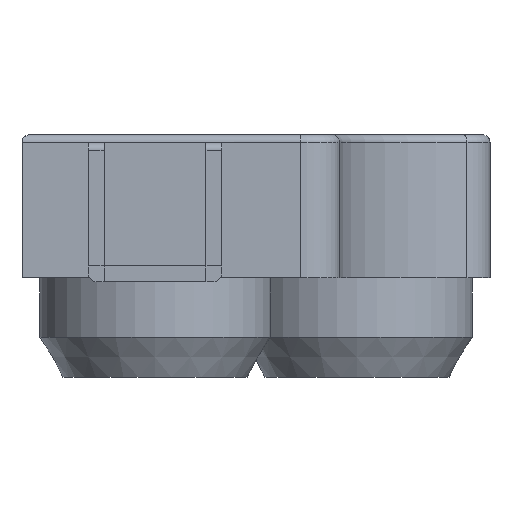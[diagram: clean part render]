
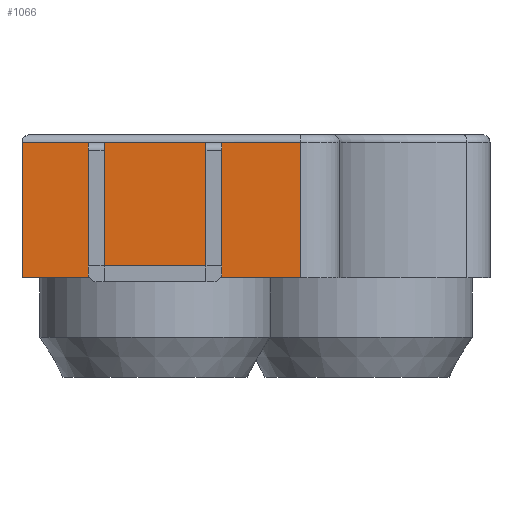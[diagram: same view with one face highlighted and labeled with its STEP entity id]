
A CAD part, left-side view. The second image highlights one B-rep face of the part: STEP entity #1066.
In plain terms, the highlighted planar face has unit normal (-1, 0, 0).
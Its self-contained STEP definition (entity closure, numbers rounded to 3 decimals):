
#147 = PLANE('',#148);
#148 = AXIS2_PLACEMENT_3D('',#149,#150,#151);
#149 = CARTESIAN_POINT('',(0.988,4.259,0.));
#150 = DIRECTION('',(0.,0.,1.));
#151 = DIRECTION('',(1.,0.,0.));
#412 = VERTEX_POINT('',#413);
#413 = CARTESIAN_POINT('',(-4.815,6.755,0.));
#427 = PLANE('',#428);
#428 = AXIS2_PLACEMENT_3D('',#429,#430,#431);
#429 = CARTESIAN_POINT('',(6.085,6.755,0.));
#430 = DIRECTION('',(0.,-1.,0.));
#431 = DIRECTION('',(-1.,0.,0.));
#439 = EDGE_CURVE('',#412,#440,#442,.T.);
#440 = VERTEX_POINT('',#441);
#441 = CARTESIAN_POINT('',(-4.815,3.255,0.));
#442 = SURFACE_CURVE('',#443,(#447,#454),.PCURVE_S1.);
#443 = LINE('',#444,#445);
#444 = CARTESIAN_POINT('',(-4.815,6.755,0.));
#445 = VECTOR('',#446,1.);
#446 = DIRECTION('',(0.,-1.,0.));
#447 = PCURVE('',#147,#448);
#448 = DEFINITIONAL_REPRESENTATION('',(#449),#453);
#449 = LINE('',#450,#451);
#450 = CARTESIAN_POINT('',(-5.803,2.496));
#451 = VECTOR('',#452,1.);
#452 = DIRECTION('',(0.,-1.));
#453 = ( GEOMETRIC_REPRESENTATION_CONTEXT(2) 
PARAMETRIC_REPRESENTATION_CONTEXT() REPRESENTATION_CONTEXT('2D SPACE',''
  ) );
#454 = PCURVE('',#455,#460);
#455 = PLANE('',#456);
#456 = AXIS2_PLACEMENT_3D('',#457,#458,#459);
#457 = CARTESIAN_POINT('',(-4.815,6.755,0.));
#458 = DIRECTION('',(1.,0.,0.));
#459 = DIRECTION('',(0.,-1.,0.));
#460 = DEFINITIONAL_REPRESENTATION('',(#461),#465);
#461 = LINE('',#462,#463);
#462 = CARTESIAN_POINT('',(0.,0.));
#463 = VECTOR('',#464,1.);
#464 = DIRECTION('',(1.,0.));
#465 = ( GEOMETRIC_REPRESENTATION_CONTEXT(2) 
PARAMETRIC_REPRESENTATION_CONTEXT() REPRESENTATION_CONTEXT('2D SPACE',''
  ) );
#484 = CYLINDRICAL_SURFACE('',#485,0.5);
#485 = AXIS2_PLACEMENT_3D('',#486,#487,#488);
#486 = CARTESIAN_POINT('',(-4.315,3.255,0.));
#487 = DIRECTION('',(0.,0.,1.));
#488 = DIRECTION('',(-1.,0.,0.));
#872 = CYLINDRICAL_SURFACE('',#873,0.1);
#873 = AXIS2_PLACEMENT_3D('',#874,#875,#876);
#874 = CARTESIAN_POINT('',(-4.715,3.255,1.7));
#875 = DIRECTION('',(0.,1.,0.));
#876 = DIRECTION('',(-1.,-0.,-0.));
#971 = EDGE_CURVE('',#440,#972,#974,.T.);
#972 = VERTEX_POINT('',#973);
#973 = CARTESIAN_POINT('',(-4.815,3.255,1.7));
#974 = SURFACE_CURVE('',#975,(#979,#986),.PCURVE_S1.);
#975 = LINE('',#976,#977);
#976 = CARTESIAN_POINT('',(-4.815,3.255,0.));
#977 = VECTOR('',#978,1.);
#978 = DIRECTION('',(0.,0.,1.));
#979 = PCURVE('',#484,#980);
#980 = DEFINITIONAL_REPRESENTATION('',(#981),#985);
#981 = LINE('',#982,#983);
#982 = CARTESIAN_POINT('',(0.,0.));
#983 = VECTOR('',#984,1.);
#984 = DIRECTION('',(0.,1.));
#985 = ( GEOMETRIC_REPRESENTATION_CONTEXT(2) 
PARAMETRIC_REPRESENTATION_CONTEXT() REPRESENTATION_CONTEXT('2D SPACE',''
  ) );
#986 = PCURVE('',#455,#987);
#987 = DEFINITIONAL_REPRESENTATION('',(#988),#992);
#988 = LINE('',#989,#990);
#989 = CARTESIAN_POINT('',(3.5,0.));
#990 = VECTOR('',#991,1.);
#991 = DIRECTION('',(0.,-1.));
#992 = ( GEOMETRIC_REPRESENTATION_CONTEXT(2) 
PARAMETRIC_REPRESENTATION_CONTEXT() REPRESENTATION_CONTEXT('2D SPACE',''
  ) );
#1066 = ADVANCED_FACE('',(#1067),#455,.F.);
#1067 = FACE_BOUND('',#1068,.F.);
#1068 = EDGE_LOOP('',(#1069,#1070,#1071,#1094));
#1069 = ORIENTED_EDGE('',*,*,#971,.F.);
#1070 = ORIENTED_EDGE('',*,*,#439,.F.);
#1071 = ORIENTED_EDGE('',*,*,#1072,.T.);
#1072 = EDGE_CURVE('',#412,#1073,#1075,.T.);
#1073 = VERTEX_POINT('',#1074);
#1074 = CARTESIAN_POINT('',(-4.815,6.755,1.7));
#1075 = SURFACE_CURVE('',#1076,(#1080,#1087),.PCURVE_S1.);
#1076 = LINE('',#1077,#1078);
#1077 = CARTESIAN_POINT('',(-4.815,6.755,0.));
#1078 = VECTOR('',#1079,1.);
#1079 = DIRECTION('',(0.,0.,1.));
#1080 = PCURVE('',#455,#1081);
#1081 = DEFINITIONAL_REPRESENTATION('',(#1082),#1086);
#1082 = LINE('',#1083,#1084);
#1083 = CARTESIAN_POINT('',(0.,0.));
#1084 = VECTOR('',#1085,1.);
#1085 = DIRECTION('',(0.,-1.));
#1086 = ( GEOMETRIC_REPRESENTATION_CONTEXT(2) 
PARAMETRIC_REPRESENTATION_CONTEXT() REPRESENTATION_CONTEXT('2D SPACE',''
  ) );
#1087 = PCURVE('',#427,#1088);
#1088 = DEFINITIONAL_REPRESENTATION('',(#1089),#1093);
#1089 = LINE('',#1090,#1091);
#1090 = CARTESIAN_POINT('',(10.9,0.));
#1091 = VECTOR('',#1092,1.);
#1092 = DIRECTION('',(0.,-1.));
#1093 = ( GEOMETRIC_REPRESENTATION_CONTEXT(2) 
PARAMETRIC_REPRESENTATION_CONTEXT() REPRESENTATION_CONTEXT('2D SPACE',''
  ) );
#1094 = ORIENTED_EDGE('',*,*,#1095,.F.);
#1095 = EDGE_CURVE('',#972,#1073,#1096,.T.);
#1096 = SURFACE_CURVE('',#1097,(#1101,#1108),.PCURVE_S1.);
#1097 = LINE('',#1098,#1099);
#1098 = CARTESIAN_POINT('',(-4.815,3.255,1.7));
#1099 = VECTOR('',#1100,1.);
#1100 = DIRECTION('',(0.,1.,0.));
#1101 = PCURVE('',#455,#1102);
#1102 = DEFINITIONAL_REPRESENTATION('',(#1103),#1107);
#1103 = LINE('',#1104,#1105);
#1104 = CARTESIAN_POINT('',(3.5,-1.7));
#1105 = VECTOR('',#1106,1.);
#1106 = DIRECTION('',(-1.,0.));
#1107 = ( GEOMETRIC_REPRESENTATION_CONTEXT(2) 
PARAMETRIC_REPRESENTATION_CONTEXT() REPRESENTATION_CONTEXT('2D SPACE',''
  ) );
#1108 = PCURVE('',#872,#1109);
#1109 = DEFINITIONAL_REPRESENTATION('',(#1110),#1114);
#1110 = LINE('',#1111,#1112);
#1111 = CARTESIAN_POINT('',(0.,0.));
#1112 = VECTOR('',#1113,1.);
#1113 = DIRECTION('',(0.,1.));
#1114 = ( GEOMETRIC_REPRESENTATION_CONTEXT(2) 
PARAMETRIC_REPRESENTATION_CONTEXT() REPRESENTATION_CONTEXT('2D SPACE',''
  ) );
